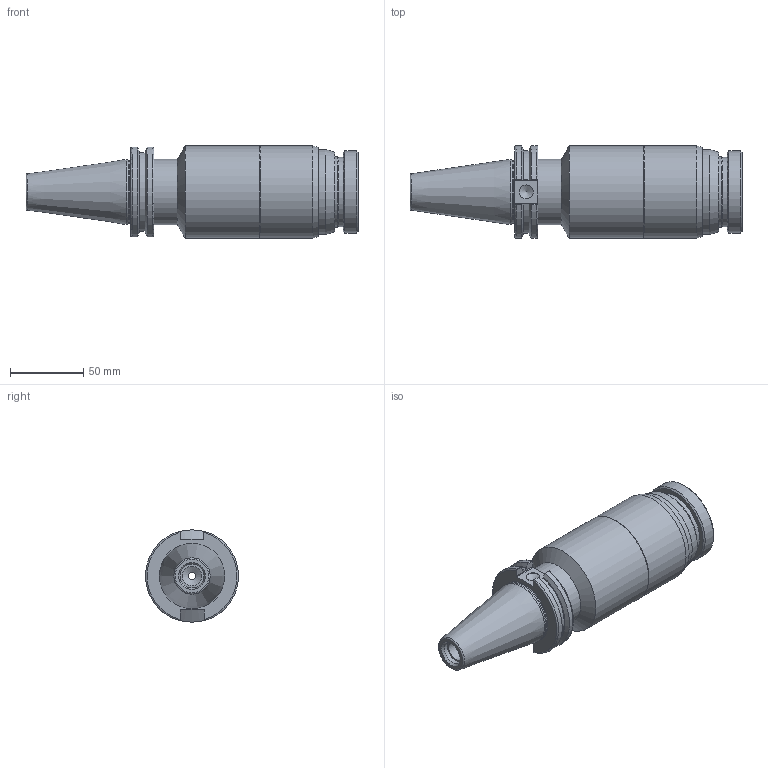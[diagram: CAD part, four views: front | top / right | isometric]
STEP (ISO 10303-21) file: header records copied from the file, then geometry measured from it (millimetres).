
FILE_DESCRIPTION(/* description */ ('','CAx-IF Rec.Pracs.---Representation and Presentation of Product Manufacturing Information (PMI)---4.0---2014-10-13'),/* implementation_level */ '2;1');
FILE_NAME(/* name */ 'JK049.stp',/* time_stamp */ '2025-03-26T15:57:16+09:00',/* author */ ('eos'),/* organization */ (''),/* preprocessor_version */ 'ST-DEVELOPER v20',/* originating_system */ 'Autodesk Inventor 2025',/* authorisation */ '');
FILE_SCHEMA (('AP242_MANAGED_MODEL_BASED_3D_ENGINEERING_MIM_LF { 1 0 10303 442 1 1 4 }'));
Length unit declared in the file: millimetre
Products named in the file (4): LO-CAT40-TC24-164.34; CAT50; BALL COVER; UNLOCKING SHELL
Assembly tree (3 placements, depth 2):
  LO-CAT40-TC24-164.34
    CAT50
    BALL COVER
    UNLOCKING SHELL
Bounding box: 226.59 x 63.26 x 63 mm (x, y, z)
Volume: 342395.5 mm3; surface area: 88417.4 mm2
Topology: 3 solids, 3 shells, 97 faces, 225 edges, 145 vertices
Faces by surface type: plane 39, cylinder 27, cone 22, torus 9
Full cylindrical faces by diameter (mm): 4.917 x1, 9.525 x1, 13.386 x1, 16.3 x1, 35 x1, 36 x1, 40 x2, 43.6 x1, 44.45 x1, 45 x2, 47.4 x1, 48 x2, 50 x1, 56 x1, 58 x2, 63 x2
Entity records: 3658 total; most frequent: CARTESIAN_POINT 818, DIRECTION 583, ORIENTED_EDGE 448, AXIS2_PLACEMENT_3D 244, EDGE_CURVE 224, VERTEX_POINT 145, EDGE_LOOP 115, STYLED_ITEM 101
